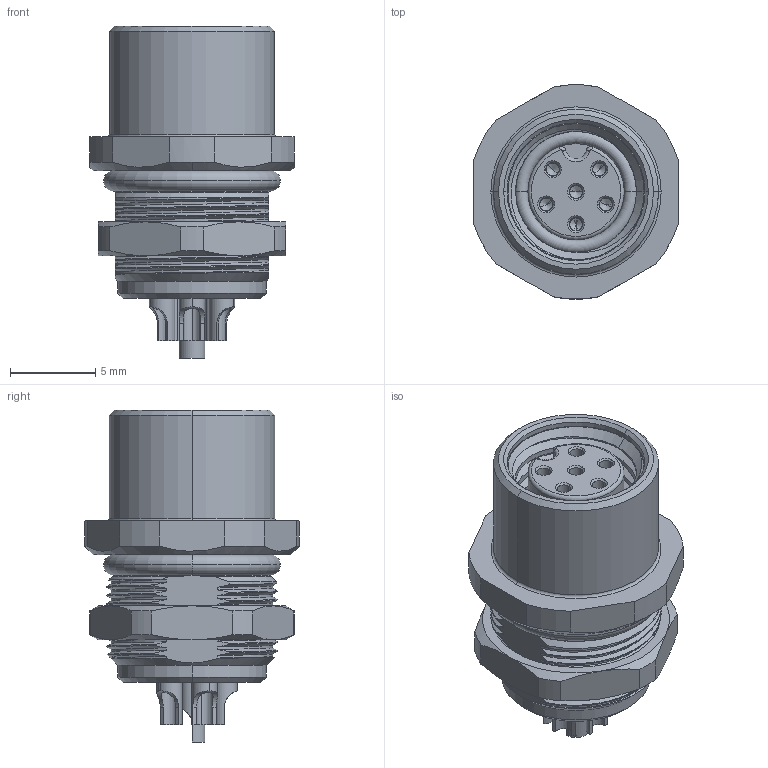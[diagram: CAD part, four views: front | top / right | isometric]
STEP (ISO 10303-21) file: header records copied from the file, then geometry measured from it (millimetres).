
FILE_DESCRIPTION((''),'2;1');
FILE_NAME('6P-K166_','2025-09-09T',('gongcheng16'),(''),'PRO/ENGINEER BY PARAMETRIC TECHNOLOGY CORPORATION, 2010280','PRO/ENGINEER BY PARAMETRIC TECHNOLOGY CORPORATION, 2010280','');
FILE_SCHEMA(('CONFIG_CONTROL_DESIGN'));
Products named in the file (1): 6P-K166_
Bounding box: 12 x 12.6 x 19.5 mm (x, y, z)
Volume: 236.8 mm3; surface area: 15411.5 mm2
Topology: 1 solids, 152 shells, 2450 faces, 7503 edges, 5065 vertices
Faces by surface type: cylinder 955, plane 541, bspline 513, cone 365, torus 76
Entity records: 210887 total; most frequent: CARTESIAN_POINT 149961, ORIENTED_EDGE 13318, DIRECTION 10634, EDGE_CURVE 7479, VERTEX_POINT 5065, AXIS2_PLACEMENT_3D 3917, VECTOR 2800, LINE 2800
